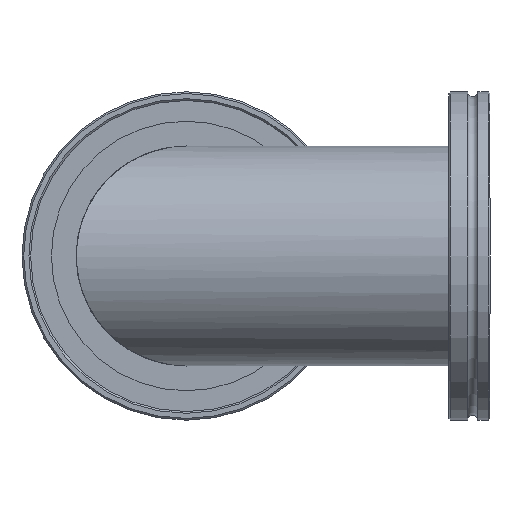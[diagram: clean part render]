
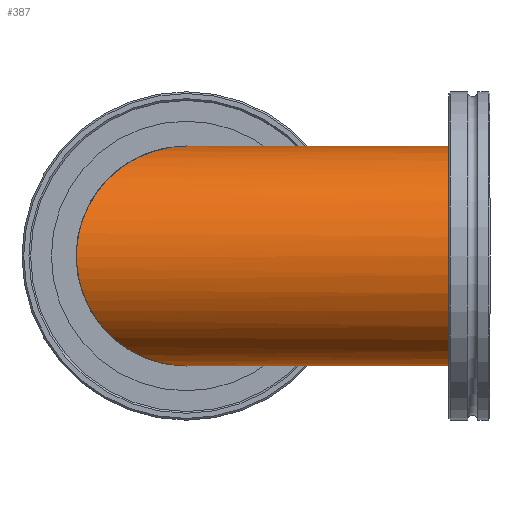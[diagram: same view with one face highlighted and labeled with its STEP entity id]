
A CAD part, left-side view. The second image highlights one B-rep face of the part: STEP entity #387.
In plain terms, the highlighted cylindrical face has radius 31.75 mm (diameter 63.5 mm), a full revolution.
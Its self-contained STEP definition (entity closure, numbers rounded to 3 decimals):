
#27=ELLIPSE('',#496,44.901,31.75);
#47=CYLINDRICAL_SURFACE('',#501,31.75);
#83=FACE_OUTER_BOUND('',#111,.T.);
#111=EDGE_LOOP('',(#359,#360,#361,#362));
#125=LINE('',#765,#137);
#137=VECTOR('',#643,31.75);
#173=CIRCLE('',#502,31.75);
#207=VERTEX_POINT('',#752);
#211=VERTEX_POINT('',#763);
#256=EDGE_CURVE('',#207,#207,#27,.T.);
#261=EDGE_CURVE('',#211,#211,#173,.T.);
#262=EDGE_CURVE('',#211,#207,#125,.T.);
#359=ORIENTED_EDGE('',*,*,#261,.F.);
#360=ORIENTED_EDGE('',*,*,#262,.T.);
#361=ORIENTED_EDGE('',*,*,#256,.T.);
#362=ORIENTED_EDGE('',*,*,#262,.F.);
#387=ADVANCED_FACE('',(#83),#47,.T.);
#496=AXIS2_PLACEMENT_3D('',#753,#628,#629);
#501=AXIS2_PLACEMENT_3D('',#762,#639,#640);
#502=AXIS2_PLACEMENT_3D('',#764,#641,#642);
#628=DIRECTION('center_axis',(0.,-0.707,0.707));
#629=DIRECTION('ref_axis',(0.,-0.707,-0.707));
#639=DIRECTION('center_axis',(0.,0.,1.));
#640=DIRECTION('ref_axis',(-1.,0.,0.));
#641=DIRECTION('center_axis',(0.,0.,1.));
#642=DIRECTION('ref_axis',(-1.,0.,0.));
#643=DIRECTION('',(0.,0.,-1.));
#752=CARTESIAN_POINT('',(31.75,0.,32.));
#753=CARTESIAN_POINT('Origin',(0.,0.,32.));
#762=CARTESIAN_POINT('Origin',(0.,0.,0.));
#763=CARTESIAN_POINT('',(31.75,0.,113.9));
#764=CARTESIAN_POINT('Origin',(0.,0.,113.9));
#765=CARTESIAN_POINT('',(31.75,0.,0.));
